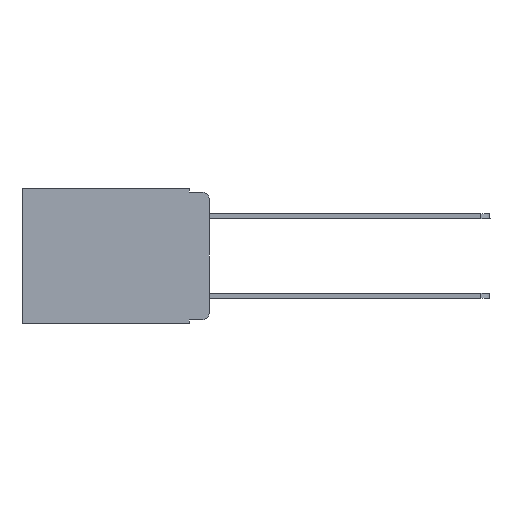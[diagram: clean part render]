
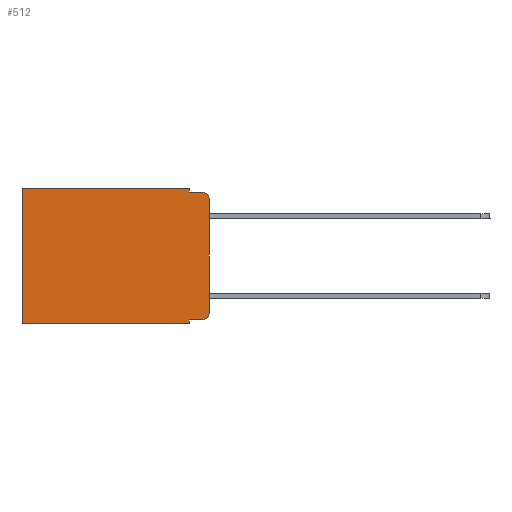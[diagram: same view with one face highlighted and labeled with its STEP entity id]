
A CAD part, left-side view. The second image highlights one B-rep face of the part: STEP entity #512.
In plain terms, the highlighted planar face has unit normal (-1, 0, 0).
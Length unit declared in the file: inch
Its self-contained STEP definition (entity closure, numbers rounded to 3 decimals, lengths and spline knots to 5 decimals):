
#512 = ADVANCED_FACE ( 'NONE', ( #7517 ), #6056, .F. ) ;
#1728 = LINE ( 'NONE', #8794, #12348 ) ;
#1853 = VERTEX_POINT ( 'NONE', #16342 ) ;
#1920 = CARTESIAN_POINT ( 'NONE',  ( 0.298, 0., 0. ) ) ;
#1996 = DIRECTION ( 'NONE',  ( 0., 1., 0. ) ) ;
#2338 = EDGE_CURVE ( 'NONE', #21883, #9363, #23780, .T. ) ;
#2412 = LINE ( 'NONE', #9487, #21732 ) ;
#2641 = LINE ( 'NONE', #13367, #8664 ) ;
#2956 = VERTEX_POINT ( 'NONE', #9527 ) ;
#3294 = VECTOR ( 'NONE', #13803, 39.37008 ) ;
#3522 = CARTESIAN_POINT ( 'NONE',  ( 0.298, 0.051, -0.01 ) ) ;
#3884 = DIRECTION ( 'NONE',  ( 0., -1., 0. ) ) ;
#4224 = DIRECTION ( 'NONE',  ( 0., 0., -1. ) ) ;
#4350 = AXIS2_PLACEMENT_3D ( 'NONE', #17587, #5510, #9279 ) ;
#4688 = LINE ( 'NONE', #15798, #14728 ) ;
#4931 = VERTEX_POINT ( 'NONE', #12326 ) ;
#5259 = DIRECTION ( 'NONE',  ( 0., 0., -1. ) ) ;
#5510 = DIRECTION ( 'NONE',  ( -1., 0., 0. ) ) ;
#5708 = DIRECTION ( 'NONE',  ( 0., 0., -1. ) ) ;
#5723 = EDGE_CURVE ( 'NONE', #18499, #9363, #2641, .T. ) ;
#6056 = PLANE ( 'NONE',  #17857 ) ;
#6411 = VERTEX_POINT ( 'NONE', #21964 ) ;
#6669 = VECTOR ( 'NONE', #18222, 39.37008 ) ;
#7005 = VECTOR ( 'NONE', #7359, 39.37008 ) ;
#7359 = DIRECTION ( 'NONE',  ( 0., -1., 0. ) ) ;
#7517 = FACE_OUTER_BOUND ( 'NONE', #11263, .T. ) ;
#8664 = VECTOR ( 'NONE', #17026, 39.37008 ) ;
#8794 = CARTESIAN_POINT ( 'NONE',  ( 0.298, 0.051, 0. ) ) ;
#9091 = CARTESIAN_POINT ( 'NONE',  ( 0.298, 0.051, -0.343 ) ) ;
#9279 = DIRECTION ( 'NONE',  ( 0., 0., -1. ) ) ;
#9363 = VERTEX_POINT ( 'NONE', #22110 ) ;
#9487 = CARTESIAN_POINT ( 'NONE',  ( 0.298, 0.051, -0.01 ) ) ;
#9527 = CARTESIAN_POINT ( 'NONE',  ( 0.298, 0.02, -0.01 ) ) ;
#10390 = ORIENTED_EDGE ( 'NONE', *, *, #22990, .F. ) ;
#10425 = VERTEX_POINT ( 'NONE', #12644 ) ;
#10795 = CARTESIAN_POINT ( 'NONE',  ( 0.298, 0., -0.343 ) ) ;
#11033 = EDGE_CURVE ( 'NONE', #10425, #18499, #22201, .T. ) ;
#11263 = EDGE_LOOP ( 'NONE', ( #17195, #20228, #10390, #21071, #11890, #19729, #16097, #13153, #16373, #18128 ) ) ;
#11623 = CIRCLE ( 'NONE', #12031, 0.02 ) ;
#11890 = ORIENTED_EDGE ( 'NONE', *, *, #11033, .T. ) ;
#12031 = AXIS2_PLACEMENT_3D ( 'NONE', #13255, #22734, #5708 ) ;
#12326 = CARTESIAN_POINT ( 'NONE',  ( 0.298, 0., -0.313 ) ) ;
#12348 = VECTOR ( 'NONE', #5259, 39.37008 ) ;
#12644 = CARTESIAN_POINT ( 'NONE',  ( 0.298, 0.051, 0. ) ) ;
#13153 = ORIENTED_EDGE ( 'NONE', *, *, #20997, .F. ) ;
#13255 = CARTESIAN_POINT ( 'NONE',  ( 0.298, 0.02, -0.313 ) ) ;
#13367 = CARTESIAN_POINT ( 'NONE',  ( 0.298, 0.473, 0. ) ) ;
#13551 = CARTESIAN_POINT ( 'NONE',  ( 0.298, 0.051, 0. ) ) ;
#13803 = DIRECTION ( 'NONE',  ( 0., 0., -1. ) ) ;
#14190 = EDGE_CURVE ( 'NONE', #1853, #2956, #15263, .T. ) ;
#14249 = VERTEX_POINT ( 'NONE', #14782 ) ;
#14728 = VECTOR ( 'NONE', #19317, 39.37008 ) ;
#14782 = CARTESIAN_POINT ( 'NONE',  ( 0.298, 0.051, -0.333 ) ) ;
#14969 = DIRECTION ( 'NONE',  ( 1., 0., 0. ) ) ;
#15153 = CARTESIAN_POINT ( 'NONE',  ( 0.298, 0.473, 0. ) ) ;
#15173 = CARTESIAN_POINT ( 'NONE',  ( 0.298, 0., 0. ) ) ;
#15263 = CIRCLE ( 'NONE', #4350, 0.02 ) ;
#15798 = CARTESIAN_POINT ( 'NONE',  ( 0.298, 0., 0. ) ) ;
#16097 = ORIENTED_EDGE ( 'NONE', *, *, #2338, .F. ) ;
#16342 = CARTESIAN_POINT ( 'NONE',  ( 0.298, 0., -0.03 ) ) ;
#16373 = ORIENTED_EDGE ( 'NONE', *, *, #23939, .T. ) ;
#16618 = LINE ( 'NONE', #24019, #7005 ) ;
#17026 = DIRECTION ( 'NONE',  ( 0., 0., -1. ) ) ;
#17195 = ORIENTED_EDGE ( 'NONE', *, *, #22278, .F. ) ;
#17587 = CARTESIAN_POINT ( 'NONE',  ( 0.298, 0.02, -0.03 ) ) ;
#17857 = AXIS2_PLACEMENT_3D ( 'NONE', #1920, #14969, #4224 ) ;
#18128 = ORIENTED_EDGE ( 'NONE', *, *, #22982, .T. ) ;
#18222 = DIRECTION ( 'NONE',  ( 0., 1., 0. ) ) ;
#18499 = VERTEX_POINT ( 'NONE', #15153 ) ;
#18526 = EDGE_CURVE ( 'NONE', #10425, #22908, #22537, .T. ) ;
#19317 = DIRECTION ( 'NONE',  ( 0., 0., -1. ) ) ;
#19729 = ORIENTED_EDGE ( 'NONE', *, *, #5723, .T. ) ;
#20228 = ORIENTED_EDGE ( 'NONE', *, *, #14190, .T. ) ;
#20997 = EDGE_CURVE ( 'NONE', #14249, #21883, #1728, .T. ) ;
#21071 = ORIENTED_EDGE ( 'NONE', *, *, #18526, .F. ) ;
#21732 = VECTOR ( 'NONE', #3884, 39.37008 ) ;
#21883 = VERTEX_POINT ( 'NONE', #9091 ) ;
#21964 = CARTESIAN_POINT ( 'NONE',  ( 0.298, 0.02, -0.333 ) ) ;
#22110 = CARTESIAN_POINT ( 'NONE',  ( 0.298, 0.473, -0.343 ) ) ;
#22201 = LINE ( 'NONE', #15173, #23307 ) ;
#22278 = EDGE_CURVE ( 'NONE', #1853, #4931, #4688, .T. ) ;
#22537 = LINE ( 'NONE', #13551, #3294 ) ;
#22734 = DIRECTION ( 'NONE',  ( -1., 0., 0. ) ) ;
#22908 = VERTEX_POINT ( 'NONE', #3522 ) ;
#22982 = EDGE_CURVE ( 'NONE', #6411, #4931, #11623, .T. ) ;
#22990 = EDGE_CURVE ( 'NONE', #22908, #2956, #2412, .T. ) ;
#23307 = VECTOR ( 'NONE', #1996, 39.37008 ) ;
#23780 = LINE ( 'NONE', #10795, #6669 ) ;
#23939 = EDGE_CURVE ( 'NONE', #14249, #6411, #16618, .T. ) ;
#24019 = CARTESIAN_POINT ( 'NONE',  ( 0.298, 0.051, -0.333 ) ) ;
